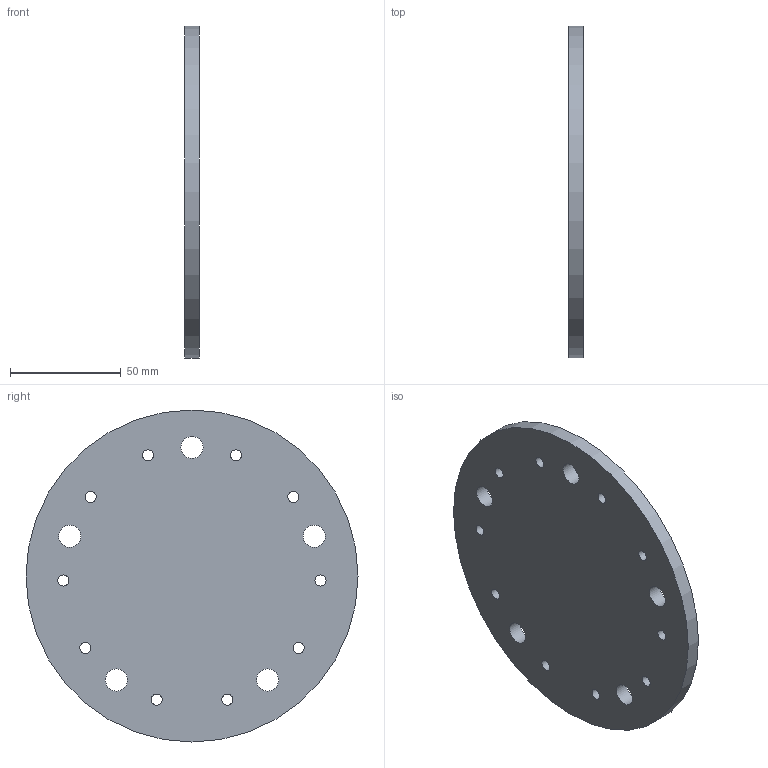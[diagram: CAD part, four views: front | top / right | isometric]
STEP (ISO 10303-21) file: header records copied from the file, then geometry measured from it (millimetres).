
FILE_DESCRIPTION( ( 'STEP AP203' ), '1' );
FILE_NAME( ' ', ' ', ( ' ' ), ( ' ' ), 'PSStep 10.1', ' ', ' ' );
FILE_SCHEMA( ( 'CONFIG_CONTROL_DESIGN' ) );
Length unit declared in the file: millimetre
Products named in the file (1): 1
Bounding box: 6.5 x 149.8 x 149.8 mm (x, y, z)
Volume: 110729.6 mm3; surface area: 39171.6 mm2
Topology: 1 solids, 1 shells, 18 faces, 63 edges, 47 vertices
Faces by surface type: cylinder 16, plane 2
Full cylindrical faces by diameter (mm): 5 x10, 10 x5, 149.8 x1
Entity records: 608 total; most frequent: DIRECTION 102, CARTESIAN_POINT 83, EDGE_LOOP 64, ORIENTED_EDGE 64, AXIS2_PLACEMENT_3D 51, FACE_OUTER_BOUND 34, EDGE_CURVE 32, VERTEX_POINT 32
